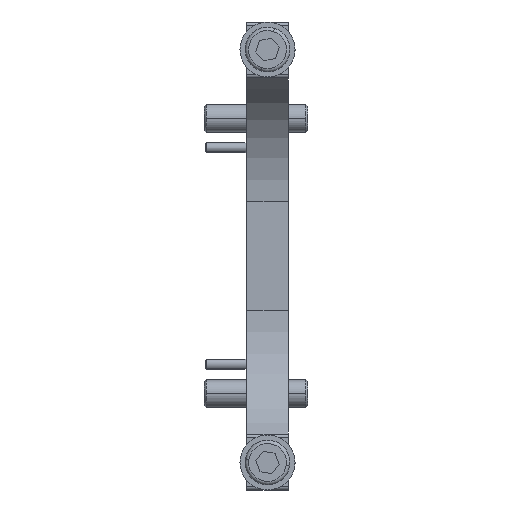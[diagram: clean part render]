
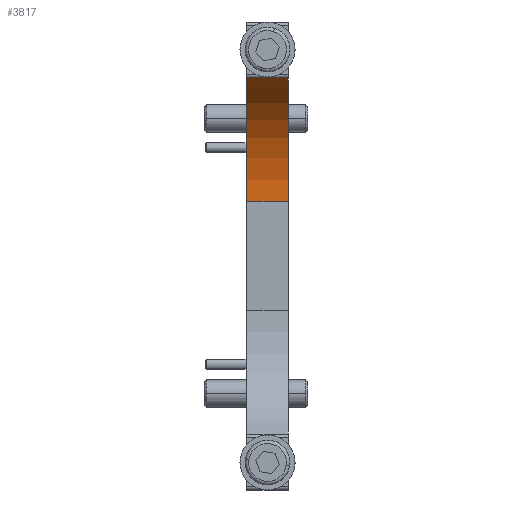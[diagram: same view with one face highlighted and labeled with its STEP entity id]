
A CAD part, left-side view. The second image highlights one B-rep face of the part: STEP entity #3817.
In plain terms, the highlighted cylindrical face has radius 40 mm (diameter 80 mm), a partial arc.
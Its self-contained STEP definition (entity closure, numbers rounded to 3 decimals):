
#23 = DIRECTION ( 'NONE',  ( 0., 0., -1. ) ) ;
#92 = EDGE_CURVE ( 'NONE', #280, #1297, #718, .T. ) ;
#218 = EDGE_CURVE ( 'NONE', #856, #1924, #1974, .T. ) ;
#280 = VERTEX_POINT ( 'NONE', #1819 ) ;
#388 = CARTESIAN_POINT ( 'NONE',  ( 92., -15.792, 0. ) ) ;
#696 = DIRECTION ( 'NONE',  ( 1., 0., 0. ) ) ;
#718 = LINE ( 'NONE', #3370, #2260 ) ;
#807 = AXIS2_PLACEMENT_3D ( 'NONE', #1875, #23, #2195 ) ;
#831 = CARTESIAN_POINT ( 'NONE',  ( 52., -15.792, 0. ) ) ;
#856 = VERTEX_POINT ( 'NONE', #2800 ) ;
#1112 = AXIS2_PLACEMENT_3D ( 'NONE', #1263, #1855, #3147 ) ;
#1263 = CARTESIAN_POINT ( 'NONE',  ( 92., -15.792, 12. ) ) ;
#1297 = VERTEX_POINT ( 'NONE', #831 ) ;
#1457 = CARTESIAN_POINT ( 'NONE',  ( 74.439, -51.731, 0. ) ) ;
#1565 = DIRECTION ( 'NONE',  ( 0., 0., -1. ) ) ;
#1819 = CARTESIAN_POINT ( 'NONE',  ( 52., -15.792, 12. ) ) ;
#1855 = DIRECTION ( 'NONE',  ( 0., 0., -1. ) ) ;
#1875 = CARTESIAN_POINT ( 'NONE',  ( 92., -15.792, 12. ) ) ;
#1924 = VERTEX_POINT ( 'NONE', #1457 ) ;
#1974 = LINE ( 'NONE', #2821, #3549 ) ;
#2033 = FACE_OUTER_BOUND ( 'NONE', #2241, .T. ) ;
#2195 = DIRECTION ( 'NONE',  ( 1., 0., 0. ) ) ;
#2241 = EDGE_LOOP ( 'NONE', ( #3044, #2978, #2859, #3620 ) ) ;
#2260 = VECTOR ( 'NONE', #3996, 1000. ) ;
#2546 = DIRECTION ( 'NONE',  ( 0., 0., -1. ) ) ;
#2575 = AXIS2_PLACEMENT_3D ( 'NONE', #388, #2546, #696 ) ;
#2672 = CIRCLE ( 'NONE', #2575, 40. ) ;
#2793 = EDGE_CURVE ( 'NONE', #856, #280, #3040, .T. ) ;
#2800 = CARTESIAN_POINT ( 'NONE',  ( 74.439, -51.731, 12. ) ) ;
#2821 = CARTESIAN_POINT ( 'NONE',  ( 74.439, -51.731, 12. ) ) ;
#2859 = ORIENTED_EDGE ( 'NONE', *, *, #2793, .F. ) ;
#2978 = ORIENTED_EDGE ( 'NONE', *, *, #92, .F. ) ;
#3040 = CIRCLE ( 'NONE', #807, 40. ) ;
#3044 = ORIENTED_EDGE ( 'NONE', *, *, #3869, .T. ) ;
#3147 = DIRECTION ( 'NONE',  ( -1., 0., 0. ) ) ;
#3370 = CARTESIAN_POINT ( 'NONE',  ( 52., -15.792, 12. ) ) ;
#3511 = CYLINDRICAL_SURFACE ( 'NONE', #1112, 40. ) ;
#3549 = VECTOR ( 'NONE', #1565, 1000. ) ;
#3620 = ORIENTED_EDGE ( 'NONE', *, *, #218, .T. ) ;
#3817 = ADVANCED_FACE ( 'NONE', ( #2033 ), #3511, .F. ) ;
#3869 = EDGE_CURVE ( 'NONE', #1924, #1297, #2672, .T. ) ;
#3996 = DIRECTION ( 'NONE',  ( 0., 0., -1. ) ) ;
